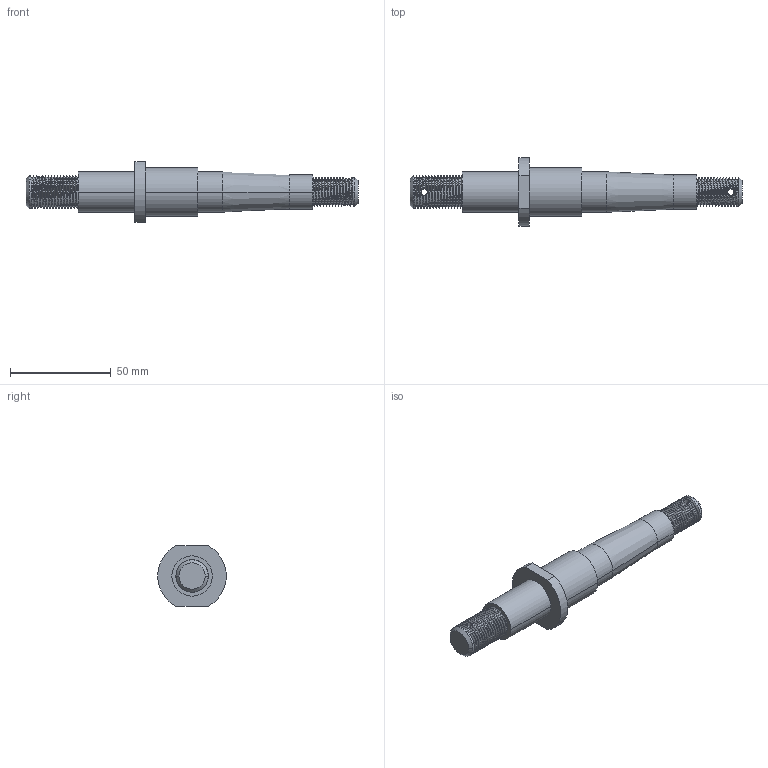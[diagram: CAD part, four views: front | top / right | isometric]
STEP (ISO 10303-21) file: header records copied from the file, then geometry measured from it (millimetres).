
FILE_DESCRIPTION (( 'STEP AP203' ), '1' );
FILE_NAME ('Longer Spindle_Light.STEP', '2023-02-03T01:25:13', ( '' ), ( '' ), 'SwSTEP 2.0', 'SolidWorks 2021', '' );
FILE_SCHEMA (( 'CONFIG_CONTROL_DESIGN' ));
Length unit declared in the file: millimetre
Products named in the file (1): Longer Spindle_Light
Bounding box: 164.5 x 33.94 x 30 mm (x, y, z)
Volume: 47750.1 mm3; surface area: 12900.1 mm2
Topology: 1 solids, 1 shells, 133 faces, 372 edges, 242 vertices
Faces by surface type: cylinder 87, bspline 27, plane 13, cone 6
Entity records: 19310 total; most frequent: CARTESIAN_POINT 16502, ORIENTED_EDGE 744, DIRECTION 393, EDGE_CURVE 372, VERTEX_POINT 242, AXIS2_PLACEMENT_3D 145, EDGE_LOOP 138, FACE_OUTER_BOUND 133
